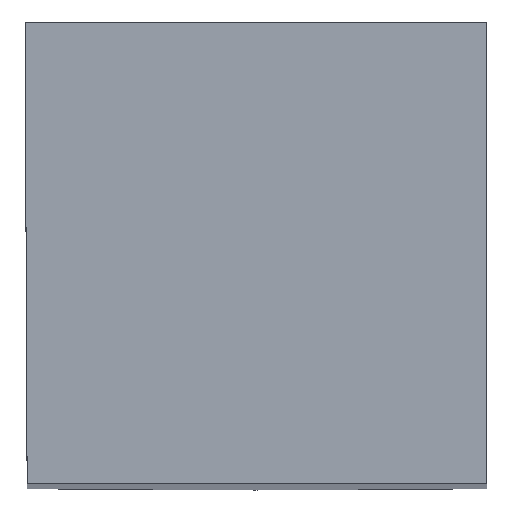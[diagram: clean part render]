
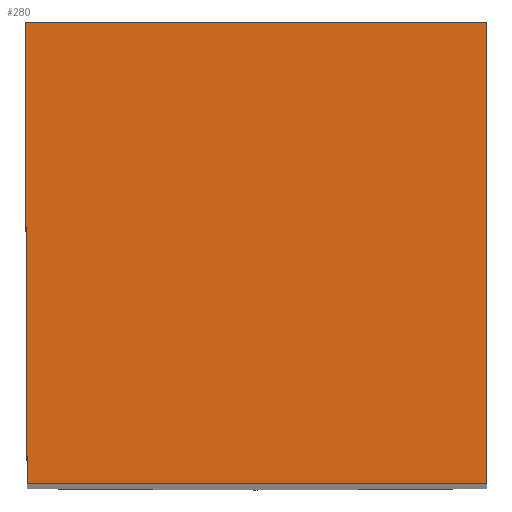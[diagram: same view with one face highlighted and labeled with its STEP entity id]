
A CAD part, top view. The second image highlights one B-rep face of the part: STEP entity #280.
In plain terms, the highlighted planar face has unit normal (0, 0, 1).
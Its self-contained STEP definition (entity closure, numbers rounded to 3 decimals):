
#280=ADVANCED_FACE('CU_BACK_SU1',(#412),#366,.F.);
#366=PLANE('',#1640);
#412=FACE_OUTER_BOUND('',#487,.T.);
#487=EDGE_LOOP('',(#583,#584,#585,#586));
#583=ORIENTED_EDGE('',*,*,#1145,.F.);
#584=ORIENTED_EDGE('',*,*,#1146,.T.);
#585=ORIENTED_EDGE('',*,*,#1147,.T.);
#586=ORIENTED_EDGE('',*,*,#1148,.T.);
#1005=VERTEX_POINT('',#2217);
#1006=VERTEX_POINT('',#2218);
#1007=VERTEX_POINT('',#2220);
#1008=VERTEX_POINT('',#2222);
#1145=EDGE_CURVE('',#1005,#1006,#1356,.T.);
#1146=EDGE_CURVE('',#1005,#1007,#1357,.T.);
#1147=EDGE_CURVE('',#1007,#1008,#1358,.T.);
#1148=EDGE_CURVE('',#1008,#1006,#1359,.T.);
#1356=LINE('',#2216,#1460);
#1357=LINE('',#2219,#1461);
#1358=LINE('',#2221,#1462);
#1359=LINE('',#2223,#1463);
#1460=VECTOR('',#1796,1.);
#1461=VECTOR('',#1797,1.);
#1462=VECTOR('',#1798,1.);
#1463=VECTOR('',#1799,1.);
#1640=AXIS2_PLACEMENT_3D('',#2224,#1800,#1801);
#1796=DIRECTION('',(-0.004,1.,0.));
#1797=DIRECTION('',(1.,0.,0.));
#1798=DIRECTION('',(0.,1.,0.));
#1799=DIRECTION('',(-1.,0.,0.));
#1800=DIRECTION('',(0.,0.,-1.));
#1801=DIRECTION('',(0.,-1.,0.));
#2216=CARTESIAN_POINT('',(-16.037,35.781,0.));
#2217=CARTESIAN_POINT('',(-15.88,0.,0.));
#2218=CARTESIAN_POINT('',(-15.95,15.95,0.));
#2219=CARTESIAN_POINT('',(22.798,0.,0.));
#2220=CARTESIAN_POINT('',(0.,0.,0.));
#2221=CARTESIAN_POINT('',(0.,35.95,0.));
#2222=CARTESIAN_POINT('',(0.,15.95,0.));
#2223=CARTESIAN_POINT('',(22.798,15.95,0.));
#2224=CARTESIAN_POINT('',(22.798,35.95,0.));
